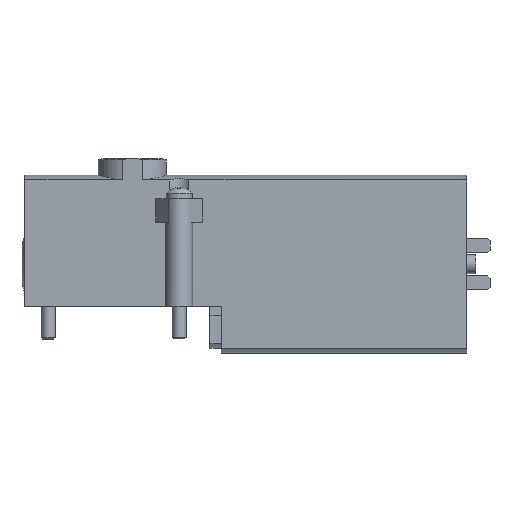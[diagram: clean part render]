
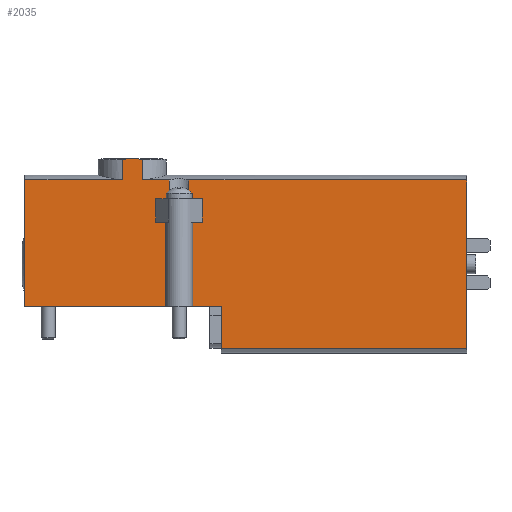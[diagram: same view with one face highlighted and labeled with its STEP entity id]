
A CAD part, top view. The second image highlights one B-rep face of the part: STEP entity #2035.
In plain terms, the highlighted planar face has unit normal (0, 0, 1).
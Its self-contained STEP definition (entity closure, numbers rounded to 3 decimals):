
#36=PLANE('',#2184);
#122=B_SPLINE_CURVE_WITH_KNOTS('',3,(#3060,#3061,#3062,#3063,#3064,#3065,
#3066,#3067),.UNSPECIFIED.,.F.,.F.,(4,1,1,1,1,4),(0.006,0.007,
0.007,0.007,0.007,0.007),
 .UNSPECIFIED.);
#125=B_SPLINE_CURVE_WITH_KNOTS('',3,(#3085,#3086,#3087,#3088,#3089,#3090,
#3091,#3092),.UNSPECIFIED.,.F.,.F.,(4,1,1,1,1,4),(0.001,0.001,
0.002,0.002,0.002,0.002),
 .UNSPECIFIED.);
#268=ORIENTED_EDGE('',*,*,#817,.T.);
#269=ORIENTED_EDGE('',*,*,#801,.T.);
#270=ORIENTED_EDGE('',*,*,#811,.F.);
#271=ORIENTED_EDGE('',*,*,#806,.T.);
#272=ORIENTED_EDGE('',*,*,#808,.F.);
#273=ORIENTED_EDGE('',*,*,#795,.T.);
#274=ORIENTED_EDGE('',*,*,#816,.T.);
#275=ORIENTED_EDGE('',*,*,#831,.T.);
#276=ORIENTED_EDGE('',*,*,#832,.F.);
#277=ORIENTED_EDGE('',*,*,#833,.F.);
#278=ORIENTED_EDGE('',*,*,#834,.F.);
#279=ORIENTED_EDGE('',*,*,#835,.F.);
#280=ORIENTED_EDGE('',*,*,#819,.T.);
#281=ORIENTED_EDGE('',*,*,#836,.F.);
#282=ORIENTED_EDGE('',*,*,#837,.F.);
#283=ORIENTED_EDGE('',*,*,#838,.T.);
#284=ORIENTED_EDGE('',*,*,#839,.T.);
#285=ORIENTED_EDGE('',*,*,#840,.F.);
#286=ORIENTED_EDGE('',*,*,#841,.F.);
#287=ORIENTED_EDGE('',*,*,#842,.F.);
#795=EDGE_CURVE('',#1083,#1084,#1286,.T.);
#801=EDGE_CURVE('',#1090,#1089,#1289,.F.);
#806=EDGE_CURVE('',#1092,#1094,#1291,.T.);
#808=EDGE_CURVE('',#1083,#1094,#122,.T.);
#811=EDGE_CURVE('',#1092,#1089,#125,.T.);
#816=EDGE_CURVE('',#1084,#1099,#1294,.T.);
#817=EDGE_CURVE('',#1100,#1090,#1295,.T.);
#819=EDGE_CURVE('',#1102,#1101,#1296,.T.);
#831=EDGE_CURVE('',#1099,#1112,#1307,.T.);
#832=EDGE_CURVE('',#1113,#1112,#1308,.T.);
#833=EDGE_CURVE('',#1114,#1113,#1309,.T.);
#834=EDGE_CURVE('',#1115,#1114,#1310,.T.);
#835=EDGE_CURVE('',#1102,#1115,#1311,.T.);
#836=EDGE_CURVE('',#1116,#1101,#1312,.F.);
#837=EDGE_CURVE('',#1117,#1116,#1313,.T.);
#838=EDGE_CURVE('',#1117,#1118,#1314,.T.);
#839=EDGE_CURVE('',#1118,#1119,#1315,.T.);
#840=EDGE_CURVE('',#1120,#1119,#1316,.T.);
#841=EDGE_CURVE('',#1121,#1120,#1317,.T.);
#842=EDGE_CURVE('',#1100,#1121,#1318,.T.);
#1083=VERTEX_POINT('',#3020);
#1084=VERTEX_POINT('',#3021);
#1089=VERTEX_POINT('',#3038);
#1090=VERTEX_POINT('',#3040);
#1092=VERTEX_POINT('',#3051);
#1094=VERTEX_POINT('',#3055);
#1099=VERTEX_POINT('',#3105);
#1100=VERTEX_POINT('',#3109);
#1101=VERTEX_POINT('',#3115);
#1102=VERTEX_POINT('',#3117);
#1112=VERTEX_POINT('',#3141);
#1113=VERTEX_POINT('',#3143);
#1114=VERTEX_POINT('',#3145);
#1115=VERTEX_POINT('',#3147);
#1116=VERTEX_POINT('',#3150);
#1117=VERTEX_POINT('',#3152);
#1118=VERTEX_POINT('',#3154);
#1119=VERTEX_POINT('',#3156);
#1120=VERTEX_POINT('',#3158);
#1121=VERTEX_POINT('',#3160);
#1286=LINE('',#3019,#1475);
#1289=LINE('',#3039,#1478);
#1291=LINE('',#3056,#1480);
#1294=LINE('',#3106,#1483);
#1295=LINE('',#3108,#1484);
#1296=LINE('',#3116,#1485);
#1307=LINE('',#3140,#1496);
#1308=LINE('',#3142,#1497);
#1309=LINE('',#3144,#1498);
#1310=LINE('',#3146,#1499);
#1311=LINE('',#3148,#1500);
#1312=LINE('',#3149,#1501);
#1313=LINE('',#3151,#1502);
#1314=LINE('',#3153,#1503);
#1315=LINE('',#3155,#1504);
#1316=LINE('',#3157,#1505);
#1317=LINE('',#3159,#1506);
#1318=LINE('',#3161,#1507);
#1475=VECTOR('',#2392,1000.);
#1478=VECTOR('',#2401,1000.);
#1480=VECTOR('',#2409,1000.);
#1483=VECTOR('',#2422,1000.);
#1484=VECTOR('',#2425,1000.);
#1485=VECTOR('',#2426,1000.);
#1496=VECTOR('',#2443,1000.);
#1497=VECTOR('',#2444,1000.);
#1498=VECTOR('',#2445,1000.);
#1499=VECTOR('',#2446,1000.);
#1500=VECTOR('',#2447,1000.);
#1501=VECTOR('',#2448,1000.);
#1502=VECTOR('',#2449,1000.);
#1503=VECTOR('',#2450,1000.);
#1504=VECTOR('',#2451,1000.);
#1505=VECTOR('',#2452,1000.);
#1506=VECTOR('',#2453,1000.);
#1507=VECTOR('',#2454,1000.);
#1673=EDGE_LOOP('',(#268,#269,#270,#271,#272,#273,#274,#275,#276,#277,#278,
#279,#280,#281,#282,#283,#284,#285,#286,#287));
#1840=FACE_BOUND('',#1673,.T.);
#2035=ADVANCED_FACE('',(#1840),#36,.F.);
#2184=AXIS2_PLACEMENT_3D('',#3139,#2441,#2442);
#2392=DIRECTION('',(0.,-1.,0.));
#2401=DIRECTION('',(0.,-1.,0.));
#2409=DIRECTION('',(-1.,0.,0.));
#2422=DIRECTION('',(-1.,0.,0.));
#2425=DIRECTION('',(-1.,0.,0.));
#2426=DIRECTION('',(-1.,0.,0.));
#2441=DIRECTION('',(0.,0.,-1.));
#2442=DIRECTION('',(-1.,0.,0.));
#2443=DIRECTION('',(0.,-1.,0.));
#2444=DIRECTION('',(-1.,0.,0.));
#2445=DIRECTION('',(0.,1.,0.));
#2446=DIRECTION('',(-1.,0.,0.));
#2447=DIRECTION('',(0.,-1.,0.));
#2448=DIRECTION('',(0.,-1.,0.));
#2449=DIRECTION('',(-1.,0.,0.));
#2450=DIRECTION('',(0.,-1.,0.));
#2451=DIRECTION('',(-1.,0.,0.));
#2452=DIRECTION('',(0.,-1.,0.));
#2453=DIRECTION('',(-1.,0.,0.));
#2454=DIRECTION('',(0.,-1.,0.));
#3019=CARTESIAN_POINT('',(20.929,36.,7.));
#3020=CARTESIAN_POINT('',(20.929,41.3,7.));
#3021=CARTESIAN_POINT('',(20.929,37.,7.));
#3038=CARTESIAN_POINT('',(25.071,41.3,7.));
#3039=CARTESIAN_POINT('',(25.071,36.,7.));
#3040=CARTESIAN_POINT('',(25.071,37.,7.));
#3051=CARTESIAN_POINT('',(24.187,41.5,7.));
#3055=CARTESIAN_POINT('',(21.813,41.5,7.));
#3056=CARTESIAN_POINT('',(23.,41.5,7.));
#3060=CARTESIAN_POINT('',(20.929,41.3,7.));
#3061=CARTESIAN_POINT('',(20.929,41.34,7.));
#3062=CARTESIAN_POINT('',(21.002,41.396,7.));
#3063=CARTESIAN_POINT('',(21.147,41.447,7.));
#3064=CARTESIAN_POINT('',(21.344,41.481,7.));
#3065=CARTESIAN_POINT('',(21.577,41.497,7.));
#3066=CARTESIAN_POINT('',(21.734,41.5,7.));
#3067=CARTESIAN_POINT('',(21.813,41.5,7.));
#3085=CARTESIAN_POINT('',(24.187,41.5,7.));
#3086=CARTESIAN_POINT('',(24.266,41.5,7.));
#3087=CARTESIAN_POINT('',(24.423,41.497,7.));
#3088=CARTESIAN_POINT('',(24.657,41.481,7.));
#3089=CARTESIAN_POINT('',(24.853,41.447,7.));
#3090=CARTESIAN_POINT('',(24.998,41.395,7.));
#3091=CARTESIAN_POINT('',(25.071,41.34,7.));
#3092=CARTESIAN_POINT('',(25.071,41.3,7.));
#3105=CARTESIAN_POINT('',(0.,37.,7.));
#3106=CARTESIAN_POINT('',(94.5,37.,7.));
#3108=CARTESIAN_POINT('',(94.5,37.,7.));
#3109=CARTESIAN_POINT('',(30.9,37.,7.));
#3115=CARTESIAN_POINT('',(35.1,37.,7.));
#3116=CARTESIAN_POINT('',(94.5,37.,7.));
#3117=CARTESIAN_POINT('',(94.5,37.,7.));
#3139=CARTESIAN_POINT('',(94.5,37.,7.));
#3140=CARTESIAN_POINT('',(0.,37.,7.));
#3141=CARTESIAN_POINT('',(0.,10.,7.));
#3142=CARTESIAN_POINT('',(94.5,10.,7.));
#3143=CARTESIAN_POINT('',(42.,10.,7.));
#3144=CARTESIAN_POINT('',(42.,37.,7.));
#3145=CARTESIAN_POINT('',(42.,1.,7.));
#3146=CARTESIAN_POINT('',(94.5,1.,7.));
#3147=CARTESIAN_POINT('',(94.5,1.,7.));
#3148=CARTESIAN_POINT('',(94.5,37.,7.));
#3149=CARTESIAN_POINT('',(35.1,43.,7.));
#3150=CARTESIAN_POINT('',(35.1,33.,7.));
#3151=CARTESIAN_POINT('',(38.,33.,7.));
#3152=CARTESIAN_POINT('',(38.,33.,7.));
#3153=CARTESIAN_POINT('',(38.,33.,7.));
#3154=CARTESIAN_POINT('',(38.,28.,7.));
#3155=CARTESIAN_POINT('',(38.,28.,7.));
#3156=CARTESIAN_POINT('',(28.,28.,7.));
#3157=CARTESIAN_POINT('',(28.,33.,7.));
#3158=CARTESIAN_POINT('',(28.,33.,7.));
#3159=CARTESIAN_POINT('',(38.,33.,7.));
#3160=CARTESIAN_POINT('',(30.9,33.,7.));
#3161=CARTESIAN_POINT('',(30.9,43.,7.));
